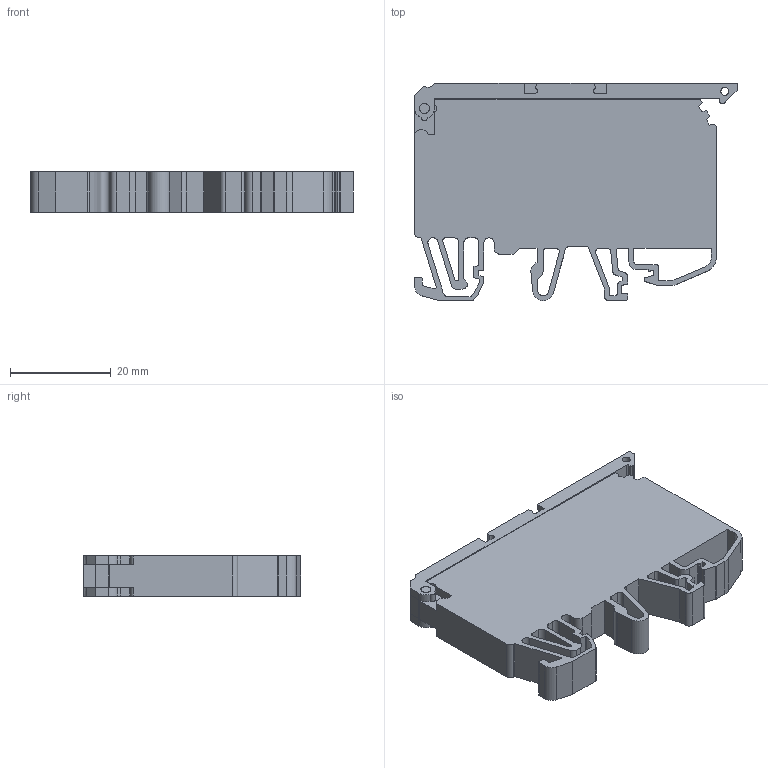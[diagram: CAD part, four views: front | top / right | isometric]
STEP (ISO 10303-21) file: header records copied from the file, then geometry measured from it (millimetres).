
FILE_DESCRIPTION (( 'STEP AP214' ), '1' );
FILE_NAME ('KN-F10.step', '2015-05-04T11:25:59', ( '' ), ( '' ), 'SwSTEP 2.0', 'SolidWorks 2014', '' );
FILE_SCHEMA (( 'AUTOMOTIVE_DESIGN' ));
Length unit declared in the file: millimetre
Products named in the file (1): KN-F10
Bounding box: 64.18 x 43.2 x 8 mm (x, y, z)
Volume: 16117.5 mm3; surface area: 8945.5 mm2
Topology: 2 solids, 2 shells, 245 faces, 723 edges, 482 vertices
Faces by surface type: plane 142, cylinder 103
Entity records: 8302 total; most frequent: CARTESIAN_POINT 1451, ORIENTED_EDGE 1446, DIRECTION 1425, EDGE_CURVE 723, LINE 513, VECTOR 513, VERTEX_POINT 482, AXIS2_PLACEMENT_3D 456
